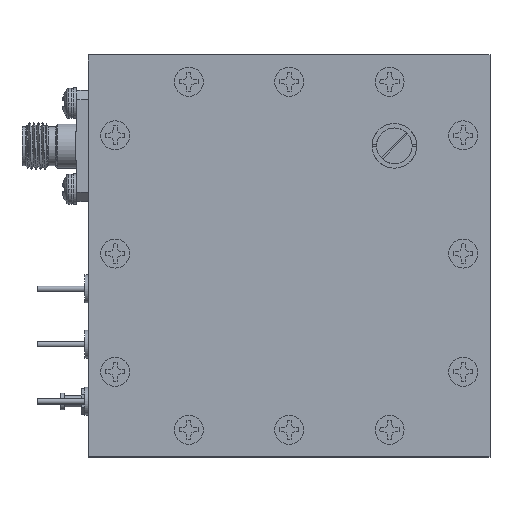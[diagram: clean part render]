
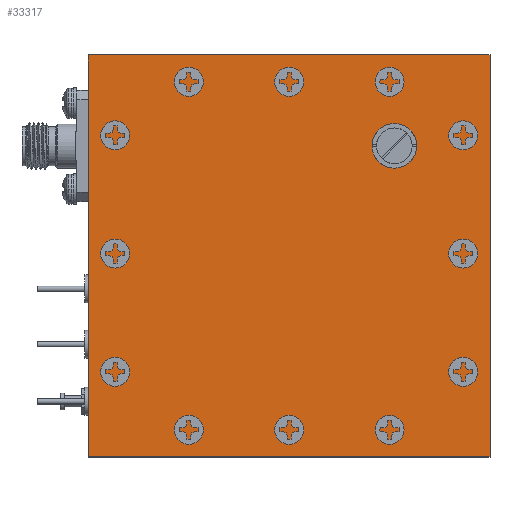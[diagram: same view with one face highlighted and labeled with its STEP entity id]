
A CAD part, top view. The second image highlights one B-rep face of the part: STEP entity #33317.
In plain terms, the highlighted planar face has unit normal (0, 0, 1).
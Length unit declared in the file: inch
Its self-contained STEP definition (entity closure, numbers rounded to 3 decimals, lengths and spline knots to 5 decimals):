
#341 = VECTOR ( 'NONE', #20484, 39.37008 ) ;
#4739 = LINE ( 'NONE', #15810, #341 ) ;
#6257 = DIRECTION ( 'NONE',  ( 1., 0., 0. ) ) ;
#6553 = EDGE_CURVE ( 'NONE', #7139, #27221, #19596, .T. ) ;
#7139 = VERTEX_POINT ( 'NONE', #38361 ) ;
#7706 = AXIS2_PLACEMENT_3D ( 'NONE', #51701, #51915, #15169 ) ;
#9909 = CARTESIAN_POINT ( 'NONE',  ( -1.125, -1.125, 0.665 ) ) ;
#12257 = VECTOR ( 'NONE', #58952, 39.37008 ) ;
#12423 = CARTESIAN_POINT ( 'NONE',  ( -1.125, 1.125, 0.665 ) ) ;
#12497 = CARTESIAN_POINT ( 'NONE',  ( 1.125, 1.125, 0.665 ) ) ;
#13043 = VECTOR ( 'NONE', #18884, 39.37008 ) ;
#13056 = CARTESIAN_POINT ( 'NONE',  ( 1.125, -1.125, 0.665 ) ) ;
#15169 = DIRECTION ( 'NONE',  ( -1., 0., 0. ) ) ;
#15810 = CARTESIAN_POINT ( 'NONE',  ( 1.125, -1.125, 0.665 ) ) ;
#18159 = ORIENTED_EDGE ( 'NONE', *, *, #28767, .T. ) ;
#18884 = DIRECTION ( 'NONE',  ( 0., -1., 0. ) ) ;
#19596 = LINE ( 'NONE', #9909, #13043 ) ;
#20484 = DIRECTION ( 'NONE',  ( 0., 1., 0. ) ) ;
#23842 = VERTEX_POINT ( 'NONE', #12497 ) ;
#24360 = PLANE ( 'NONE',  #7706 ) ;
#25623 = VECTOR ( 'NONE', #6257, 39.37008 ) ;
#26308 = LINE ( 'NONE', #48276, #25623 ) ;
#27221 = VERTEX_POINT ( 'NONE', #28320 ) ;
#28320 = CARTESIAN_POINT ( 'NONE',  ( -1.125, -1.125, 0.665 ) ) ;
#28767 = EDGE_CURVE ( 'NONE', #27221, #29074, #26308, .T. ) ;
#29074 = VERTEX_POINT ( 'NONE', #13056 ) ;
#30408 = FACE_OUTER_BOUND ( 'NONE', #45771, .T. ) ;
#33317 = ADVANCED_FACE ( 'NONE', ( #30408 ), #24360, .F. ) ;
#37555 = ORIENTED_EDGE ( 'NONE', *, *, #6553, .T. ) ;
#38361 = CARTESIAN_POINT ( 'NONE',  ( -1.125, 1.125, 0.665 ) ) ;
#45771 = EDGE_LOOP ( 'NONE', ( #46456, #57731, #37555, #18159 ) ) ;
#46456 = ORIENTED_EDGE ( 'NONE', *, *, #54730, .T. ) ;
#46581 = LINE ( 'NONE', #12423, #12257 ) ;
#48276 = CARTESIAN_POINT ( 'NONE',  ( -1.125, -1.125, 0.665 ) ) ;
#51701 = CARTESIAN_POINT ( 'NONE',  ( 0., 0., 0.665 ) ) ;
#51915 = DIRECTION ( 'NONE',  ( 0., 0., -1. ) ) ;
#54730 = EDGE_CURVE ( 'NONE', #29074, #23842, #4739, .T. ) ;
#57731 = ORIENTED_EDGE ( 'NONE', *, *, #59168, .T. ) ;
#58952 = DIRECTION ( 'NONE',  ( -1., 0., 0. ) ) ;
#59168 = EDGE_CURVE ( 'NONE', #23842, #7139, #46581, .T. ) ;
